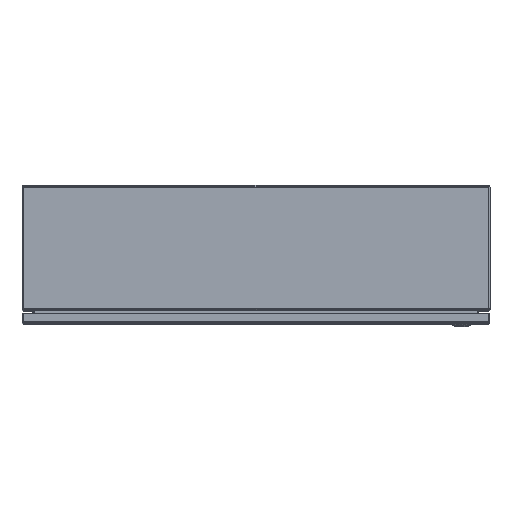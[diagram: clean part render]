
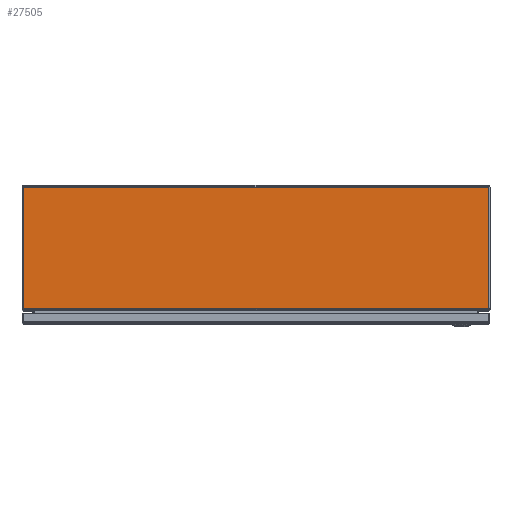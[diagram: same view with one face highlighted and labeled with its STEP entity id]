
A CAD part, top view. The second image highlights one B-rep face of the part: STEP entity #27505.
In plain terms, the highlighted planar face has unit normal (0, 0, 1).
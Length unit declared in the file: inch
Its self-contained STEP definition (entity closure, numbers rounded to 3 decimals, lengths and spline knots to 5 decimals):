
#17 = DIRECTION ( 'NONE',  ( -1., 0., 0. ) ) ;
#71 = CARTESIAN_POINT ( 'NONE',  ( -14.92789, -0.072, 18. ) ) ;
#1109 = CARTESIAN_POINT ( 'NONE',  ( 14.92789, -7.892, 18. ) ) ;
#1147 = EDGE_LOOP ( 'NONE', ( #23390, #5004, #16190, #21284 ) ) ;
#1632 = VECTOR ( 'NONE', #7379, 39.37008 ) ;
#2664 = DIRECTION ( 'NONE',  ( 0., -1., 0. ) ) ;
#2705 = LINE ( 'NONE', #71, #1632 ) ;
#3491 = DIRECTION ( 'NONE',  ( 0., 0., -1. ) ) ;
#5004 = ORIENTED_EDGE ( 'NONE', *, *, #20486, .F. ) ;
#7379 = DIRECTION ( 'NONE',  ( 0., 1., 0. ) ) ;
#8108 = VERTEX_POINT ( 'NONE', #1109 ) ;
#11762 = CARTESIAN_POINT ( 'NONE',  ( -14.892, -0.108, 18. ) ) ;
#12239 = CARTESIAN_POINT ( 'NONE',  ( -14.92789, -7.892, 18. ) ) ;
#12434 = VERTEX_POINT ( 'NONE', #18491 ) ;
#12526 = EDGE_CURVE ( 'NONE', #27279, #12434, #2705, .T. ) ;
#12650 = CARTESIAN_POINT ( 'NONE',  ( 14.92789, -0.072, 18. ) ) ;
#14356 = LINE ( 'NONE', #25933, #24738 ) ;
#16185 = AXIS2_PLACEMENT_3D ( 'NONE', #22695, #3491, #27679 ) ;
#16190 = ORIENTED_EDGE ( 'NONE', *, *, #21490, .F. ) ;
#16238 = CARTESIAN_POINT ( 'NONE',  ( 14.92789, -0.108, 18. ) ) ;
#17689 = PLANE ( 'NONE',  #16185 ) ;
#18491 = CARTESIAN_POINT ( 'NONE',  ( -14.92789, -0.108, 18. ) ) ;
#20486 = EDGE_CURVE ( 'NONE', #26848, #8108, #26554, .T. ) ;
#21284 = ORIENTED_EDGE ( 'NONE', *, *, #12526, .F. ) ;
#21333 = VECTOR ( 'NONE', #2664, 39.37008 ) ;
#21490 = EDGE_CURVE ( 'NONE', #12434, #26848, #23792, .T. ) ;
#22695 = CARTESIAN_POINT ( 'NONE',  ( 104.298, -0.072, 18. ) ) ;
#23390 = ORIENTED_EDGE ( 'NONE', *, *, #30169, .F. ) ;
#23792 = LINE ( 'NONE', #11762, #30839 ) ;
#24738 = VECTOR ( 'NONE', #17, 39.37008 ) ;
#24885 = FACE_OUTER_BOUND ( 'NONE', #1147, .T. ) ;
#25933 = CARTESIAN_POINT ( 'NONE',  ( 104.298, -7.892, 18. ) ) ;
#26554 = LINE ( 'NONE', #12650, #21333 ) ;
#26848 = VERTEX_POINT ( 'NONE', #16238 ) ;
#27279 = VERTEX_POINT ( 'NONE', #12239 ) ;
#27505 = ADVANCED_FACE ( 'NONE', ( #24885 ), #17689, .F. ) ;
#27679 = DIRECTION ( 'NONE',  ( 0., 1., 0. ) ) ;
#29525 = DIRECTION ( 'NONE',  ( 1., 0., 0. ) ) ;
#30169 = EDGE_CURVE ( 'NONE', #8108, #27279, #14356, .T. ) ;
#30839 = VECTOR ( 'NONE', #29525, 39.37008 ) ;
